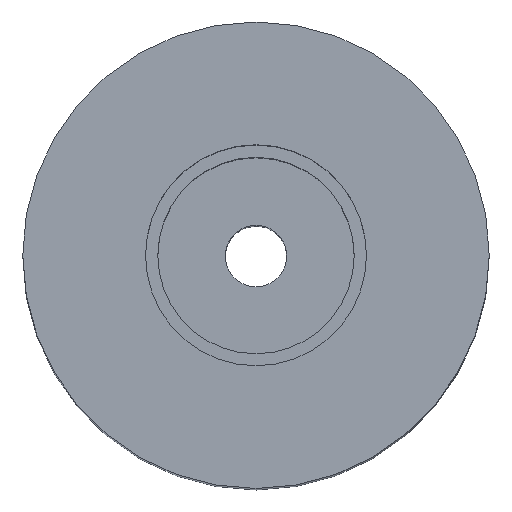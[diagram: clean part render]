
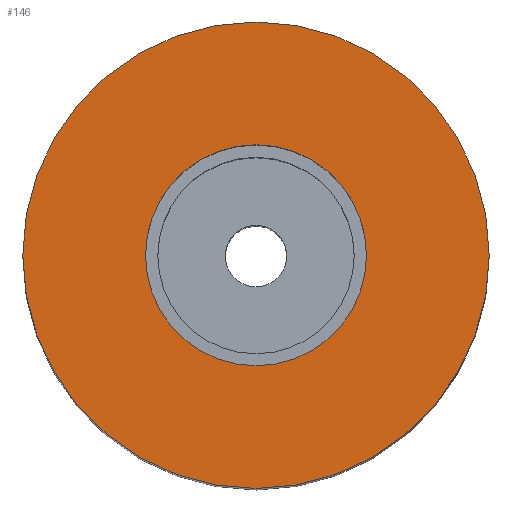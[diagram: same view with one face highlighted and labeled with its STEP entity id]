
A CAD part, top view. The second image highlights one B-rep face of the part: STEP entity #146.
In plain terms, the highlighted planar face has unit normal (0, 0, 1).
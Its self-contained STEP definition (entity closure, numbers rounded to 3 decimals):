
#36=FACE_BOUND('',#62,.T.);
#48=FACE_OUTER_BOUND('',#61,.T.);
#61=EDGE_LOOP('',(#128));
#62=EDGE_LOOP('',(#129));
#70=CIRCLE('',#175,1.8);
#71=CIRCLE('',#177,3.8);
#81=VERTEX_POINT('',#324);
#82=VERTEX_POINT('',#328);
#97=EDGE_CURVE('',#81,#81,#70,.T.);
#98=EDGE_CURVE('',#82,#82,#71,.T.);
#128=ORIENTED_EDGE('',*,*,#98,.F.);
#129=ORIENTED_EDGE('',*,*,#97,.T.);
#137=PLANE('',#176);
#146=ADVANCED_FACE('',(#48,#36),#137,.T.);
#175=AXIS2_PLACEMENT_3D('',#326,#212,#213);
#176=AXIS2_PLACEMENT_3D('',#327,#214,#215);
#177=AXIS2_PLACEMENT_3D('',#329,#216,#217);
#212=DIRECTION('center_axis',(0.,0.,-1.));
#213=DIRECTION('ref_axis',(1.,0.,0.));
#214=DIRECTION('center_axis',(0.,0.,1.));
#215=DIRECTION('ref_axis',(1.,0.,0.));
#216=DIRECTION('center_axis',(0.,0.,-1.));
#217=DIRECTION('ref_axis',(1.,0.,0.));
#324=CARTESIAN_POINT('',(1.8,0.,3.));
#326=CARTESIAN_POINT('Origin',(0.,0.,3.));
#327=CARTESIAN_POINT('Origin',(-3.8,0.,3.));
#328=CARTESIAN_POINT('',(3.8,0.,3.));
#329=CARTESIAN_POINT('Origin',(0.,0.,3.));
